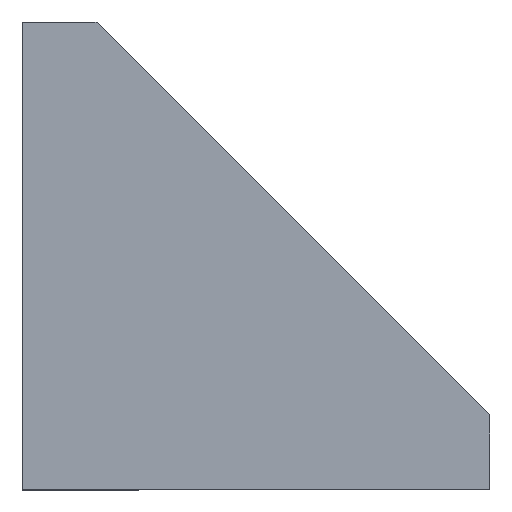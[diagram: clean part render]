
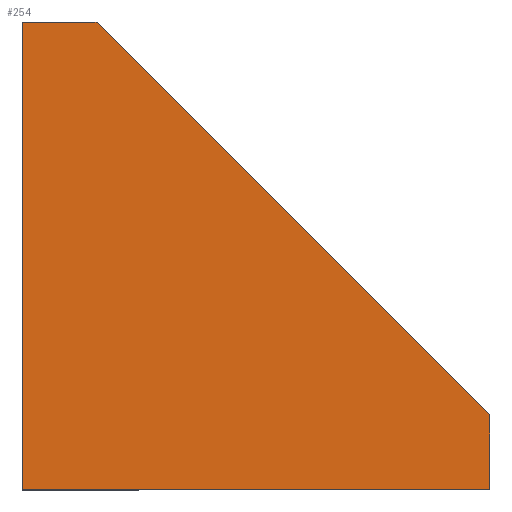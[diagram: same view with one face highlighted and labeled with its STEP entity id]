
A CAD part, top view. The second image highlights one B-rep face of the part: STEP entity #254.
In plain terms, the highlighted planar face has unit normal (0, 0, 1).
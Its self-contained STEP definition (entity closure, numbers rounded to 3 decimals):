
#17=LINE('',#408,#36);
#23=LINE('',#432,#42);
#26=LINE('',#438,#45);
#29=LINE('',#444,#48);
#32=LINE('',#449,#51);
#36=VECTOR('',#334,10.);
#42=VECTOR('',#360,10.);
#45=VECTOR('',#365,10.);
#48=VECTOR('',#370,10.);
#51=VECTOR('',#375,10.);
#78=FACE_OUTER_BOUND('',#96,.T.);
#96=EDGE_LOOP('',(#224,#225,#226,#227,#228));
#117=VERTEX_POINT('',#406);
#118=VERTEX_POINT('',#407);
#126=VERTEX_POINT('',#431);
#128=VERTEX_POINT('',#437);
#130=VERTEX_POINT('',#443);
#143=EDGE_CURVE('',#117,#118,#17,.T.);
#155=EDGE_CURVE('',#126,#117,#23,.T.);
#158=EDGE_CURVE('',#118,#128,#26,.T.);
#161=EDGE_CURVE('',#128,#130,#29,.T.);
#164=EDGE_CURVE('',#130,#126,#32,.T.);
#224=ORIENTED_EDGE('',*,*,#155,.F.);
#225=ORIENTED_EDGE('',*,*,#164,.F.);
#226=ORIENTED_EDGE('',*,*,#161,.F.);
#227=ORIENTED_EDGE('',*,*,#158,.F.);
#228=ORIENTED_EDGE('',*,*,#143,.F.);
#241=PLANE('',#302);
#254=ADVANCED_FACE('',(#78),#241,.T.);
#302=AXIS2_PLACEMENT_3D('',#451,#377,#378);
#334=DIRECTION('',(0.707,-0.707,0.));
#360=DIRECTION('',(1.,0.,0.));
#365=DIRECTION('',(0.,-1.,0.));
#370=DIRECTION('',(-1.,0.,0.));
#375=DIRECTION('',(0.,1.,0.));
#377=DIRECTION('center_axis',(0.,0.,1.));
#378=DIRECTION('ref_axis',(1.,0.,0.));
#406=CARTESIAN_POINT('',(4.,25.,12.));
#407=CARTESIAN_POINT('',(25.,4.,12.));
#408=CARTESIAN_POINT('',(4.,25.,12.));
#431=CARTESIAN_POINT('',(0.,25.,12.));
#432=CARTESIAN_POINT('',(0.,25.,12.));
#437=CARTESIAN_POINT('',(25.,0.,12.));
#438=CARTESIAN_POINT('',(25.,4.,12.));
#443=CARTESIAN_POINT('',(0.,0.,12.));
#444=CARTESIAN_POINT('',(25.,0.,12.));
#449=CARTESIAN_POINT('',(0.,0.,12.));
#451=CARTESIAN_POINT('Origin',(9.705,9.705,12.));
